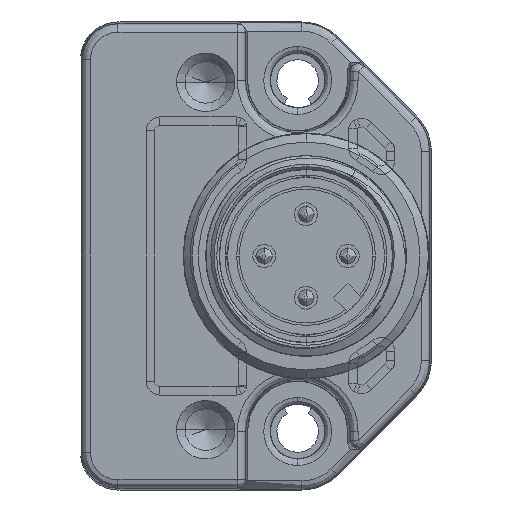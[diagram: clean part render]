
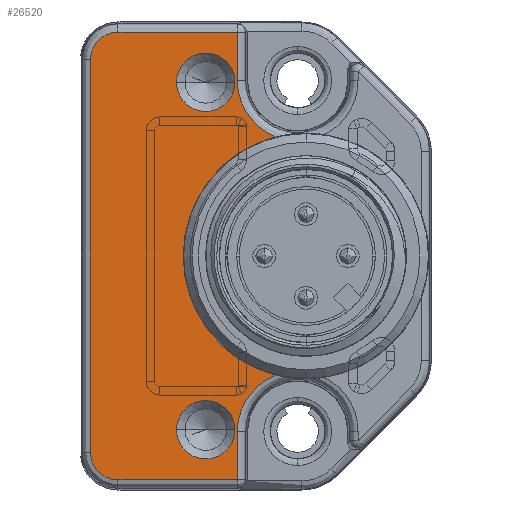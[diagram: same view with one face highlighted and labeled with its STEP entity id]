
A CAD part, left-side view. The second image highlights one B-rep face of the part: STEP entity #26520.
In plain terms, the highlighted planar face has unit normal (-1, 0, 0).
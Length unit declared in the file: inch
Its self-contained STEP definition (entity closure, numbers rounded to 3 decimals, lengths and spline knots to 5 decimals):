
#1955=CARTESIAN_POINT('',(-0.49213,0.31496,
-0.41339));
#1956=DIRECTION('',(1.,0.,0.));
#1957=DIRECTION('',(0.,1.,0.));
#1958=AXIS2_PLACEMENT_3D('',#1955,#1956,#1957);
#1960=DIRECTION('',(0.,0.,1.));
#1961=VECTOR('',#1960,0.11399);
#1962=CARTESIAN_POINT('',(-0.49213,0.45723,
-0.52737));
#1963=LINE('',#1962,#1961);
#1964=DIRECTION('',(0.,-1.,0.));
#1965=VECTOR('',#1964,0.28096);
#1966=CARTESIAN_POINT('',(-0.49213,0.73819,
-0.52737));
#1967=LINE('',#1966,#1965);
#1968=CARTESIAN_POINT('',(-0.49213,0.73819,
-0.4626));
#1969=DIRECTION('',(-1.,0.,0.));
#1970=DIRECTION('',(0.,1.,0.));
#1971=AXIS2_PLACEMENT_3D('',#1968,#1969,#1970);
#1973=DIRECTION('',(0.,0.,-1.));
#1974=VECTOR('',#1973,0.9252);
#1975=CARTESIAN_POINT('',(-0.49213,0.80296,
0.4626));
#1976=LINE('',#1975,#1974);
#1977=CARTESIAN_POINT('',(-0.49213,0.73819,
0.4626));
#1978=DIRECTION('',(-1.,0.,0.));
#1979=DIRECTION('',(0.,0.,1.));
#1980=AXIS2_PLACEMENT_3D('',#1977,#1978,#1979);
#1982=DIRECTION('',(0.,1.,0.));
#1983=VECTOR('',#1982,0.28096);
#1984=CARTESIAN_POINT('',(-0.49213,0.45723,
0.52737));
#1985=LINE('',#1984,#1983);
#1986=DIRECTION('',(0.,0.,1.));
#1987=VECTOR('',#1986,0.11399);
#1988=CARTESIAN_POINT('',(-0.49213,0.45723,
0.41339));
#1989=LINE('',#1988,#1987);
#1990=CARTESIAN_POINT('',(-0.49213,0.31496,
0.41339));
#1991=DIRECTION('',(1.,0.,0.));
#1992=DIRECTION('',(0.,0.359,-0.933));
#1993=AXIS2_PLACEMENT_3D('',#1990,#1991,#1992);
#1995=CARTESIAN_POINT('',(-0.49213,0.29528,0.));
#1996=DIRECTION('',(-1.,0.,0.));
#1997=DIRECTION('',(0.,0.244,0.97));
#1998=AXIS2_PLACEMENT_3D('',#1995,#1996,#1997);
#2000=CARTESIAN_POINT('',(-0.49213,0.5315,
-0.40915));
#2001=DIRECTION('',(1.,0.,0.));
#2002=DIRECTION('',(0.,1.,0.));
#2003=AXIS2_PLACEMENT_3D('',#2000,#2001,#2002);
#2005=CARTESIAN_POINT('',(-0.49213,0.5315,
-0.40915));
#2006=DIRECTION('',(1.,0.,0.));
#2007=DIRECTION('',(0.,-1.,0.));
#2008=AXIS2_PLACEMENT_3D('',#2005,#2006,#2007);
#2010=CARTESIAN_POINT('',(-0.49213,0.5315,
0.40915));
#2011=DIRECTION('',(1.,0.,0.));
#2012=DIRECTION('',(0.,1.,0.));
#2013=AXIS2_PLACEMENT_3D('',#2010,#2011,#2012);
#2015=CARTESIAN_POINT('',(-0.49213,0.5315,
0.40915));
#2016=DIRECTION('',(1.,0.,0.));
#2017=DIRECTION('',(0.,-1.,0.));
#2018=AXIS2_PLACEMENT_3D('',#2015,#2016,#2017);
#21274=CARTESIAN_POINT('',(-0.49213,0.80296,
-0.4626));
#21275=CARTESIAN_POINT('',(-0.49213,0.73819,
-0.52737));
#21276=VERTEX_POINT('',#21274);
#21277=VERTEX_POINT('',#21275);
#21282=CARTESIAN_POINT('',(-0.49213,0.80296,
0.4626));
#21283=VERTEX_POINT('',#21282);
#21286=CARTESIAN_POINT('',(-0.49213,0.73819,
0.52737));
#21287=VERTEX_POINT('',#21286);
#21310=CARTESIAN_POINT('',(-0.49213,0.60039,
-0.40915));
#21311=CARTESIAN_POINT('',(-0.49213,0.4626,
-0.40915));
#21312=VERTEX_POINT('',#21310);
#21313=VERTEX_POINT('',#21311);
#21318=CARTESIAN_POINT('',(-0.49213,0.60039,
0.40915));
#21319=CARTESIAN_POINT('',(-0.49213,0.4626,
0.40915));
#21320=VERTEX_POINT('',#21318);
#21321=VERTEX_POINT('',#21319);
#21354=CARTESIAN_POINT('',(-0.49213,0.45723,
-0.41339));
#21355=CARTESIAN_POINT('',(-0.49213,0.366,
-0.28059));
#21356=VERTEX_POINT('',#21354);
#21357=VERTEX_POINT('',#21355);
#21358=CARTESIAN_POINT('',(-0.49213,0.45723,
-0.52737));
#21359=VERTEX_POINT('',#21358);
#21382=CARTESIAN_POINT('',(-0.49213,0.366,
0.28059));
#21383=CARTESIAN_POINT('',(-0.49213,0.45723,
0.41339));
#21384=VERTEX_POINT('',#21382);
#21385=VERTEX_POINT('',#21383);
#21386=CARTESIAN_POINT('',(-0.49213,0.45723,
0.52737));
#21387=VERTEX_POINT('',#21386);
#26483=CARTESIAN_POINT('',(-0.49213,0.,0.));
#26484=DIRECTION('',(-1.,0.,0.));
#26485=DIRECTION('',(0.,0.,1.));
#26486=AXIS2_PLACEMENT_3D('',#26483,#26484,#26485);
#26487=PLANE('',#26486);
#26489=ORIENTED_EDGE('',*,*,#26488,.F.);
#26490=ORIENTED_EDGE('',*,*,#26473,.F.);
#26491=ORIENTED_EDGE('',*,*,#26450,.F.);
#26493=ORIENTED_EDGE('',*,*,#26492,.F.);
#26495=ORIENTED_EDGE('',*,*,#26494,.F.);
#26497=ORIENTED_EDGE('',*,*,#26496,.F.);
#26499=ORIENTED_EDGE('',*,*,#26498,.F.);
#26501=ORIENTED_EDGE('',*,*,#26500,.F.);
#26503=ORIENTED_EDGE('',*,*,#26502,.F.);
#26505=ORIENTED_EDGE('',*,*,#26504,.T.);
#26506=EDGE_LOOP('',(#26489,#26490,#26491,#26493,#26495,#26497,#26499,#26501,
#26503,#26505));
#26507=FACE_OUTER_BOUND('',#26506,.F.);
#26509=ORIENTED_EDGE('',*,*,#26508,.F.);
#26511=ORIENTED_EDGE('',*,*,#26510,.F.);
#26512=EDGE_LOOP('',(#26509,#26511));
#26513=FACE_BOUND('',#26512,.F.);
#26515=ORIENTED_EDGE('',*,*,#26514,.F.);
#26517=ORIENTED_EDGE('',*,*,#26516,.F.);
#26518=EDGE_LOOP('',(#26515,#26517));
#26519=FACE_BOUND('',#26518,.F.);
#26520=ADVANCED_FACE('',(#26507,#26513,#26519),#26487,.T.);
#1959=CIRCLE('',#1958,0.14227);
#1972=CIRCLE('',#1971,0.06477);
#1981=CIRCLE('',#1980,0.06477);
#1994=CIRCLE('',#1993,0.14227);
#1999=CIRCLE('',#1998,0.28937);
#2004=CIRCLE('',#2003,0.0689);
#2009=CIRCLE('',#2008,0.0689);
#2014=CIRCLE('',#2013,0.0689);
#2019=CIRCLE('',#2018,0.0689);
#26450=EDGE_CURVE('',#21277,#21359,#1967,.T.);
#26473=EDGE_CURVE('',#21359,#21356,#1963,.T.);
#26488=EDGE_CURVE('',#21356,#21357,#1959,.T.);
#26492=EDGE_CURVE('',#21276,#21277,#1972,.T.);
#26494=EDGE_CURVE('',#21283,#21276,#1976,.T.);
#26496=EDGE_CURVE('',#21287,#21283,#1981,.T.);
#26498=EDGE_CURVE('',#21387,#21287,#1985,.T.);
#26500=EDGE_CURVE('',#21385,#21387,#1989,.T.);
#26502=EDGE_CURVE('',#21384,#21385,#1994,.T.);
#26504=EDGE_CURVE('',#21384,#21357,#1999,.T.);
#26508=EDGE_CURVE('',#21312,#21313,#2004,.T.);
#26510=EDGE_CURVE('',#21313,#21312,#2009,.T.);
#26514=EDGE_CURVE('',#21320,#21321,#2014,.T.);
#26516=EDGE_CURVE('',#21321,#21320,#2019,.T.);
